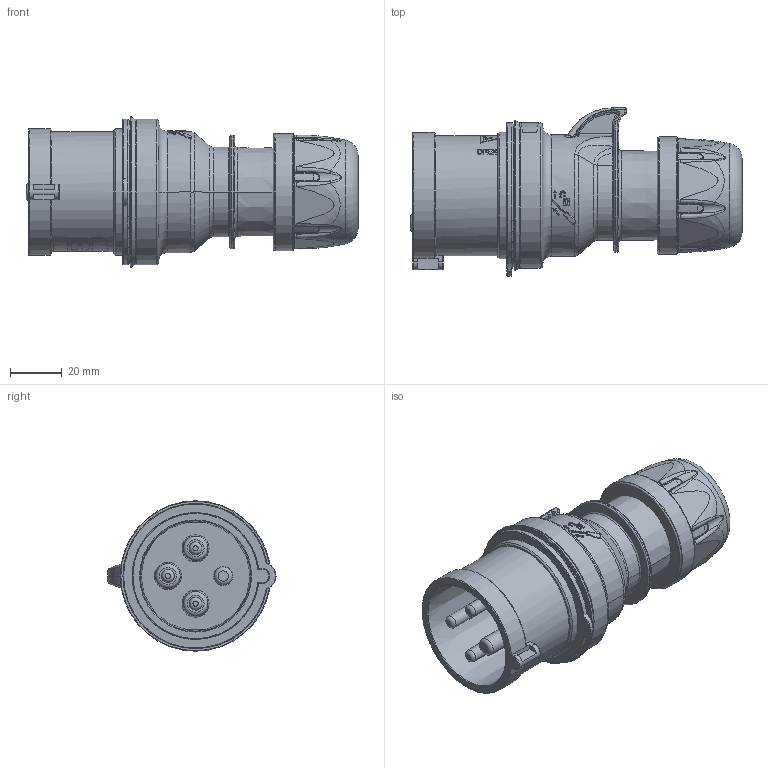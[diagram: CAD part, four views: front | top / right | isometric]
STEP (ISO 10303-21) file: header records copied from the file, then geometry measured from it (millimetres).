
FILE_DESCRIPTION (( 'STEP AP203' ), '1' );
FILE_NAME ('014-6.STEP', '2017-11-23T10:07:16', ( '' ), ( '' ), 'SwSTEP 2.0', 'SolidWorks 2016', '' );
FILE_SCHEMA (( 'CONFIG_CONTROL_DESIGN' ));
Length unit declared in the file: millimetre
Products named in the file (1): 014-6
Bounding box: 128.92 x 65.25 x 58.4 mm (x, y, z)
Volume: 156932 mm3; surface area: 33016.7 mm2
Topology: 1 solids, 1 shells, 661 faces, 1613 edges, 979 vertices
Faces by surface type: bspline 212, plane 182, cylinder 124, torus 86, cone 39, sphere 18
Full cylindrical faces by diameter (mm): 5 x3, 7 x1, 45.6 x1, 46.727 x1, 49.2 x1, 55.4 x1, 56.4 x1
Entity records: 29937 total; most frequent: CARTESIAN_POINT 16454, ORIENTED_EDGE 3082, DIRECTION 2334, EDGE_CURVE 1541, VERTEX_POINT 958, AXIS2_PLACEMENT_3D 949, EDGE_LOOP 737, FACE_OUTER_BOUND 690
